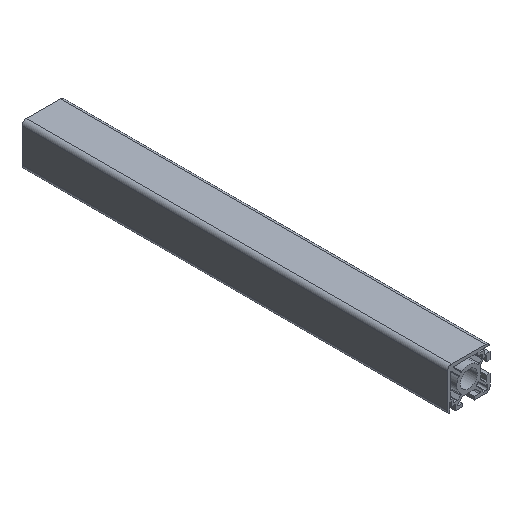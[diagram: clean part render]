
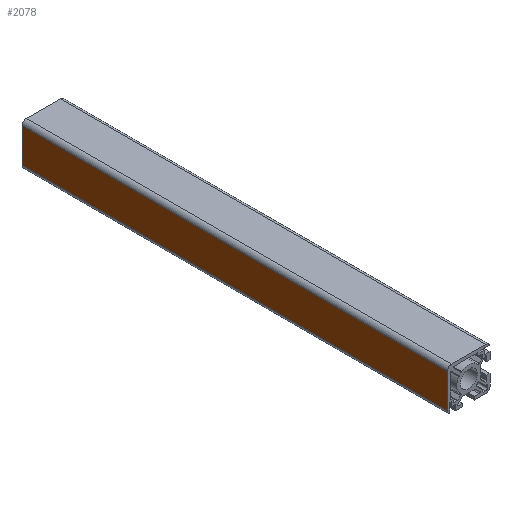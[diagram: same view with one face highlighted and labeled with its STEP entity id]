
A CAD part, isometric view. The second image highlights one B-rep face of the part: STEP entity #2078.
In plain terms, the highlighted face is planar.
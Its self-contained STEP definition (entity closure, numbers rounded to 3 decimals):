
#144 = AXIS2_PLACEMENT_3D ( 'NONE', #604, #608, #605 ) ;
#246 = VECTOR ( 'NONE', #3234, 1000. ) ;
#413 = VECTOR ( 'NONE', #2882, 1000. ) ;
#546 = VECTOR ( 'NONE', #2949, 1000. ) ;
#548 = VECTOR ( 'NONE', #1326, 1000. ) ;
#597 = FACE_OUTER_BOUND ( 'NONE', #1737, .T. ) ;
#600 = PLANE ( 'NONE',  #144 ) ;
#604 = CARTESIAN_POINT ( 'NONE',  ( 15., 12., -300. ) ) ;
#605 = DIRECTION ( 'NONE',  ( 0., 0., 1. ) ) ;
#608 = DIRECTION ( 'NONE',  ( -1., 0., 0. ) ) ;
#778 = ORIENTED_EDGE ( 'NONE', *, *, #2588, .F. ) ;
#779 = ORIENTED_EDGE ( 'NONE', *, *, #2550, .T. ) ;
#787 = ORIENTED_EDGE ( 'NONE', *, *, #2485, .T. ) ;
#810 = ORIENTED_EDGE ( 'NONE', *, *, #2377, .F. ) ;
#1033 = CARTESIAN_POINT ( 'NONE',  ( 15., 12., 0. ) ) ;
#1326 = DIRECTION ( 'NONE',  ( 0., 0., 1. ) ) ;
#1340 = LINE ( 'NONE', #1344, #548 ) ;
#1344 = CARTESIAN_POINT ( 'NONE',  ( 15., -12., -300. ) ) ;
#1605 = VERTEX_POINT ( 'NONE', #2263 ) ;
#1610 = VERTEX_POINT ( 'NONE', #2270 ) ;
#1669 = VERTEX_POINT ( 'NONE', #2334 ) ;
#1702 = VERTEX_POINT ( 'NONE', #1033 ) ;
#1737 = EDGE_LOOP ( 'NONE', ( #787, #778, #810, #779 ) ) ;
#2078 = ADVANCED_FACE ( 'NONE', ( #597 ), #600, .F. ) ;
#2263 = CARTESIAN_POINT ( 'NONE',  ( 15., 12., -300. ) ) ;
#2270 = CARTESIAN_POINT ( 'NONE',  ( 15., -12., -300. ) ) ;
#2334 = CARTESIAN_POINT ( 'NONE',  ( 15., -12., 0. ) ) ;
#2377 = EDGE_CURVE ( 'NONE', #1605, #1610, #3235, .T. ) ;
#2485 = EDGE_CURVE ( 'NONE', #1702, #1669, #2878, .T. ) ;
#2550 = EDGE_CURVE ( 'NONE', #1605, #1702, #2937, .T. ) ;
#2588 = EDGE_CURVE ( 'NONE', #1610, #1669, #1340, .T. ) ;
#2874 = CARTESIAN_POINT ( 'NONE',  ( 15., 12., 0. ) ) ;
#2878 = LINE ( 'NONE', #2874, #413 ) ;
#2882 = DIRECTION ( 'NONE',  ( 0., -1., 0. ) ) ;
#2937 = LINE ( 'NONE', #2950, #546 ) ;
#2949 = DIRECTION ( 'NONE',  ( 0., 0., 1. ) ) ;
#2950 = CARTESIAN_POINT ( 'NONE',  ( 15., 12., -300. ) ) ;
#3234 = DIRECTION ( 'NONE',  ( 0., -1., 0. ) ) ;
#3235 = LINE ( 'NONE', #3239, #246 ) ;
#3239 = CARTESIAN_POINT ( 'NONE',  ( 15., 12., -300. ) ) ;
